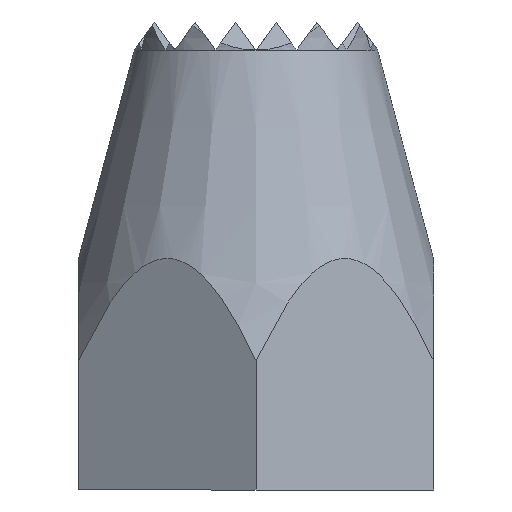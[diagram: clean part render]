
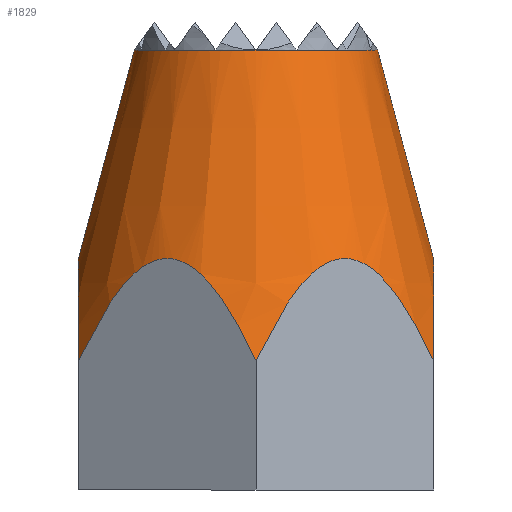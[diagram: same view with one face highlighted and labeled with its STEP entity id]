
A CAD part, left-side view. The second image highlights one B-rep face of the part: STEP entity #1829.
In plain terms, the highlighted conical face has half-angle 15 degrees and reference radius 8.725 mm.
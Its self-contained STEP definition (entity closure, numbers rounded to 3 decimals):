
#663=EDGE_CURVE('',#1731,#1653,#1906,.T.);
#705=EDGE_CURVE('',#1171,#737,#1954,.T.);
#727=EDGE_CURVE('',#737,#1467,#1978,.T.);
#737=VERTEX_POINT('',#1988);
#899=VERTEX_POINT('',#2170);
#925=VERTEX_POINT('',#2199);
#957=VERTEX_POINT('',#2233);
#1171=VERTEX_POINT('',#2474);
#1221=EDGE_CURVE('',#925,#899,#2534,.T.);
#1275=EDGE_CURVE('',#1653,#1459,#2595,.T.);
#1333=EDGE_CURVE('',#1459,#925,#2661,.T.);
#1425=EDGE_CURVE('',#957,#1171,#2769,.T.);
#1459=VERTEX_POINT('',#2807);
#1467=VERTEX_POINT('',#2816);
#1541=EDGE_CURVE('',#1467,#1731,#2899,.T.);
#1617=EDGE_CURVE('',#899,#957,#2997,.T.);
#1653=VERTEX_POINT('',#3035);
#1731=VERTEX_POINT('',#3125);
#1829=ADVANCED_FACE('',(#3237),#3238,.T.);
#1906=(B_SPLINE_CURVE(2,(#3328,#3329,#3330),.UNSPECIFIED.,.F.,.F.)B_SPLINE_CURVE_WITH_KNOTS((3,3),(0.0,15.486),.UNSPECIFIED.)RATIONAL_B_SPLINE_CURVE((1.0,1.155,1.0))BOUNDED_CURVE()REPRESENTATION_ITEM('')GEOMETRIC_REPRESENTATION_ITEM()CURVE());
#1954=CIRCLE('',#3402,6.5);
#1978=CIRCLE('',#3435,6.5);
#1988=CARTESIAN_POINT('',(-6.5,0.,23.5));
#2170=CARTESIAN_POINT('',(0.,-9.483,12.367));
#2199=CARTESIAN_POINT('',(-5.475,-9.483,6.892));
#2233=CARTESIAN_POINT('',(0.,-6.5,23.5));
#2474=CARTESIAN_POINT('',(-2.167,-6.128,23.5));
#2534=(B_SPLINE_CURVE(2,(#4214,#4215,#4216),.UNSPECIFIED.,.F.,.F.)B_SPLINE_CURVE_WITH_KNOTS((3,3),(0.0,15.486),.UNSPECIFIED.)RATIONAL_B_SPLINE_CURVE((1.0,1.155,1.0))BOUNDED_CURVE()REPRESENTATION_ITEM('')GEOMETRIC_REPRESENTATION_ITEM()CURVE());
#2595=(B_SPLINE_CURVE(2,(#4311,#4312,#4313),.UNSPECIFIED.,.F.,.F.)B_SPLINE_CURVE_WITH_KNOTS((3,3),(0.0,15.486),.UNSPECIFIED.)RATIONAL_B_SPLINE_CURVE((1.0,1.155,1.0))BOUNDED_CURVE()REPRESENTATION_ITEM('')GEOMETRIC_REPRESENTATION_ITEM()CURVE());
#2661=(B_SPLINE_CURVE(2,(#4415,#4416,#4417),.UNSPECIFIED.,.F.,.F.)B_SPLINE_CURVE_WITH_KNOTS((3,3),(0.0,15.486),.UNSPECIFIED.)RATIONAL_B_SPLINE_CURVE((1.0,1.155,1.0))BOUNDED_CURVE()REPRESENTATION_ITEM('')GEOMETRIC_REPRESENTATION_ITEM()CURVE());
#2769=CIRCLE('',#4564,6.5);
#2807=CARTESIAN_POINT('',(-10.95,0.,6.892));
#2816=CARTESIAN_POINT('',(0.,6.5,23.5));
#2899=LINE('',#4741,#4742);
#2997=LINE('',#4867,#4868);
#3035=CARTESIAN_POINT('',(-5.475,9.483,6.892));
#3125=CARTESIAN_POINT('',(0.,9.483,12.367));
#3237=FACE_OUTER_BOUND('',#5216,.T.);
#3238=CONICAL_SURFACE('',#5217,8.725,0.262);
#3328=CARTESIAN_POINT('',(5.475,9.483,6.892));
#3329=CARTESIAN_POINT('',(0.,9.483,17.109));
#3330=CARTESIAN_POINT('',(-5.475,9.483,6.892));
#3402=AXIS2_PLACEMENT_3D('',#5355,#5356,#5357);
#3435=AXIS2_PLACEMENT_3D('',#5376,#5377,#5378);
#4214=CARTESIAN_POINT('',(-5.475,-9.483,6.892));
#4215=CARTESIAN_POINT('',(0.,-9.483,17.109));
#4216=CARTESIAN_POINT('',(5.475,-9.483,6.892));
#4311=CARTESIAN_POINT('',(-5.475,9.483,6.892));
#4312=CARTESIAN_POINT('',(-8.213,4.741,17.109));
#4313=CARTESIAN_POINT('',(-10.95,0.,6.892));
#4415=CARTESIAN_POINT('',(-10.95,0.,6.892));
#4416=CARTESIAN_POINT('',(-8.212,-4.741,17.109));
#4417=CARTESIAN_POINT('',(-5.475,-9.483,6.892));
#4564=AXIS2_PLACEMENT_3D('',#6340,#6341,#6342);
#4741=CARTESIAN_POINT('',(0.,8.725,15.196));
#4742=VECTOR('',#6487,1.0);
#4867=CARTESIAN_POINT('',(0.,-8.725,15.196));
#4868=VECTOR('',#6679,1.0);
#5216=EDGE_LOOP('',(#6963,#6964,#6965,#6966,#6967,#6968,#6969,#6970,#6971));
#5217=AXIS2_PLACEMENT_3D('',#6972,#6973,#6974);
#5355=CARTESIAN_POINT('',(0.,0.,23.5));
#5356=DIRECTION('',(0.0,0.0,-1.0));
#5357=DIRECTION('',(0.,1.0,0.0));
#5376=CARTESIAN_POINT('',(0.,0.,23.5));
#5377=DIRECTION('',(0.0,0.0,-1.0));
#5378=DIRECTION('',(0.,1.0,0.0));
#6340=CARTESIAN_POINT('',(0.,0.,23.5));
#6341=DIRECTION('',(0.0,0.0,-1.0));
#6342=DIRECTION('',(0.,1.0,0.0));
#6487=DIRECTION('',(0.,0.259,-0.966));
#6679=DIRECTION('',(0.,0.259,0.966));
#6963=ORIENTED_EDGE('',*,*,#1541,.T.);
#6964=ORIENTED_EDGE('',*,*,#663,.T.);
#6965=ORIENTED_EDGE('',*,*,#1275,.T.);
#6966=ORIENTED_EDGE('',*,*,#1333,.T.);
#6967=ORIENTED_EDGE('',*,*,#1221,.T.);
#6968=ORIENTED_EDGE('',*,*,#1617,.T.);
#6969=ORIENTED_EDGE('',*,*,#1425,.T.);
#6970=ORIENTED_EDGE('',*,*,#705,.T.);
#6971=ORIENTED_EDGE('',*,*,#727,.T.);
#6972=CARTESIAN_POINT('',(0.,0.,15.196));
#6973=DIRECTION('',(0.0,-0.0,-1.0));
#6974=DIRECTION('',(0.,1.0,0.0));
